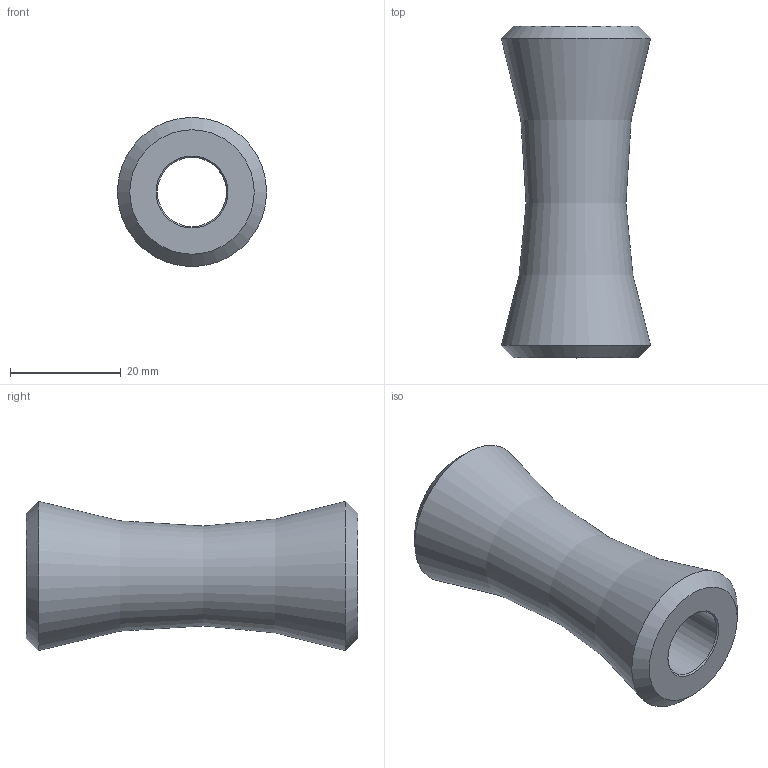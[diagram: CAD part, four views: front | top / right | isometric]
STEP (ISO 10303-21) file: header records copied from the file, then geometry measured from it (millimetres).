
FILE_DESCRIPTION (( 'STEP AP203' ), '1' );
FILE_NAME ('1385-ST.STEP', '2022-06-14T14:41:35', ( '' ), ( '' ), 'SwSTEP 2.0', 'SolidWorks 2018', '' );
FILE_SCHEMA (( 'CONFIG_CONTROL_DESIGN' ));
Length unit declared in the file: millimetre
Products named in the file (1): 1385-ST
Bounding box: 27 x 60 x 27 mm (x, y, z)
Volume: 14281.7 mm3; surface area: 7124.4 mm2
Topology: 1 solids, 1 shells, 256 faces, 696 edges, 463 vertices
Faces by surface type: bspline 122, plane 107, cylinder 22, cone 4, torus 1
Full cylindrical faces by diameter (mm): 12.5 x1
Entity records: 12215 total; most frequent: CARTESIAN_POINT 6471, ORIENTED_EDGE 1378, DIRECTION 807, EDGE_CURVE 689, VERTEX_POINT 462, VECTOR 329, LINE 329, EDGE_LOOP 285
